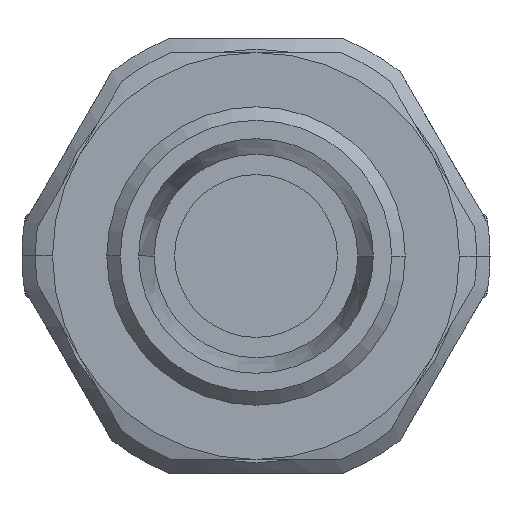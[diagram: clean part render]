
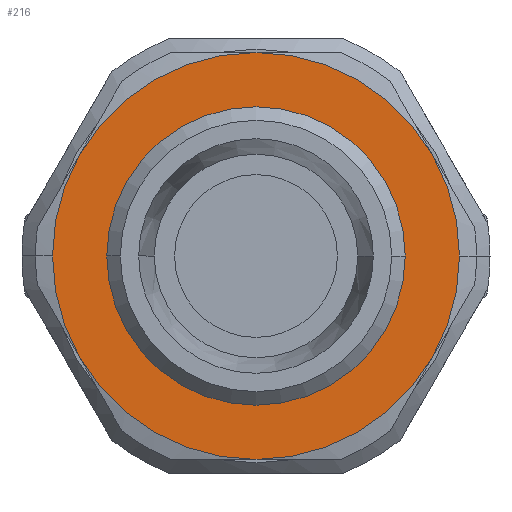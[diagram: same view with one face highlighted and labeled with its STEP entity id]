
A CAD part, left-side view. The second image highlights one B-rep face of the part: STEP entity #216.
In plain terms, the highlighted planar face has unit normal (-1, 0, 0).
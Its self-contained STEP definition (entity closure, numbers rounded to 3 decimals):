
#216 = ADVANCED_FACE( '', ( #389, #390 ), #391, .T. );
#389 = FACE_OUTER_BOUND( '', #653, .T. );
#390 = FACE_BOUND( '', #654, .T. );
#391 = PLANE( '', #655 );
#653 = EDGE_LOOP( '', ( #1162, #1163, #1164, #1165, #1166, #1167, #1168, #1169 ) );
#654 = EDGE_LOOP( '', ( #1170, #1171, #1172 ) );
#655 = AXIS2_PLACEMENT_3D( '', #1173, #1174, #1175 );
#1162 = ORIENTED_EDGE( '', *, *, #1934, .F. );
#1163 = ORIENTED_EDGE( '', *, *, #1937, .F. );
#1164 = ORIENTED_EDGE( '', *, *, #1944, .F. );
#1165 = ORIENTED_EDGE( '', *, *, #1935, .F. );
#1166 = ORIENTED_EDGE( '', *, *, #1877, .F. );
#1167 = ORIENTED_EDGE( '', *, *, #1931, .F. );
#1168 = ORIENTED_EDGE( '', *, *, #1929, .F. );
#1169 = ORIENTED_EDGE( '', *, *, #1879, .F. );
#1170 = ORIENTED_EDGE( '', *, *, #1856, .T. );
#1171 = ORIENTED_EDGE( '', *, *, #1943, .T. );
#1172 = ORIENTED_EDGE( '', *, *, #1857, .T. );
#1173 = CARTESIAN_POINT( '', ( -7., -12.925, 0. ) );
#1174 = DIRECTION( '', ( -1., 0., 0. ) );
#1175 = DIRECTION( '', ( 0., 1., 0. ) );
#1856 = EDGE_CURVE( '', #2195, #2193, #2196, .T. );
#1857 = EDGE_CURVE( '', #2187, #2195, #2197, .T. );
#1877 = EDGE_CURVE( '', #2230, #2228, #2232, .T. );
#1879 = EDGE_CURVE( '', #2233, #2235, #2236, .T. );
#1929 = EDGE_CURVE( '', #2235, #2284, #2318, .T. );
#1931 = EDGE_CURVE( '', #2284, #2230, #2320, .T. );
#1934 = EDGE_CURVE( '', #2267, #2233, #2323, .T. );
#1935 = EDGE_CURVE( '', #2228, #2301, #2324, .T. );
#1937 = EDGE_CURVE( '', #2255, #2267, #2326, .T. );
#1943 = EDGE_CURVE( '', #2193, #2187, #2332, .T. );
#1944 = EDGE_CURVE( '', #2301, #2255, #2333, .T. );
#2187 = VERTEX_POINT( '', #2698 );
#2193 = VERTEX_POINT( '', #2704 );
#2195 = VERTEX_POINT( '', #2706 );
#2196 = CIRCLE( '', #2707, 10.85 );
#2197 = CIRCLE( '', #2708, 10.85 );
#2228 = VERTEX_POINT( '', #2749 );
#2230 = VERTEX_POINT( '', #2752 );
#2232 = CIRCLE( '', #2763, 15. );
#2233 = VERTEX_POINT( '', #2764 );
#2235 = VERTEX_POINT( '', #2767 );
#2236 = CIRCLE( '', #2768, 15. );
#2255 = VERTEX_POINT( '', #2835 );
#2267 = VERTEX_POINT( '', #2885 );
#2284 = VERTEX_POINT( '', #2959 );
#2301 = VERTEX_POINT( '', #3033 );
#2318 = CIRCLE( '', #3069, 15. );
#2320 = CIRCLE( '', #3071, 15. );
#2323 = CIRCLE( '', #3074, 15. );
#2324 = CIRCLE( '', #3075, 15. );
#2326 = CIRCLE( '', #3077, 15. );
#2332 = CIRCLE( '', #3083, 10.85 );
#2333 = CIRCLE( '', #3084, 15. );
#2698 = CARTESIAN_POINT( '', ( -7., 0., 10.85 ) );
#2704 = CARTESIAN_POINT( '', ( -7., 0., -10.85 ) );
#2706 = CARTESIAN_POINT( '', ( -7., -10.85, 0. ) );
#2707 = AXIS2_PLACEMENT_3D( '', #3693, #3694, #3695 );
#2708 = AXIS2_PLACEMENT_3D( '', #3696, #3697, #3698 );
#2749 = CARTESIAN_POINT( '', ( -7., 15., 0. ) );
#2752 = CARTESIAN_POINT( '', ( -7., 12.99, -7.5 ) );
#2763 = AXIS2_PLACEMENT_3D( '', #3731, #3732, #3733 );
#2764 = CARTESIAN_POINT( '', ( -7., -15., 0. ) );
#2767 = CARTESIAN_POINT( '', ( -7., -12.99, -7.5 ) );
#2768 = AXIS2_PLACEMENT_3D( '', #3735, #3736, #3737 );
#2835 = CARTESIAN_POINT( '', ( -7., 0., 15. ) );
#2885 = CARTESIAN_POINT( '', ( -7., -12.99, 7.5 ) );
#2959 = CARTESIAN_POINT( '', ( -7., 0., -15. ) );
#3033 = CARTESIAN_POINT( '', ( -7., 12.99, 7.5 ) );
#3069 = AXIS2_PLACEMENT_3D( '', #3792, #3793, #3794 );
#3071 = AXIS2_PLACEMENT_3D( '', #3798, #3799, #3800 );
#3074 = AXIS2_PLACEMENT_3D( '', #3807, #3808, #3809 );
#3075 = AXIS2_PLACEMENT_3D( '', #3810, #3811, #3812 );
#3077 = AXIS2_PLACEMENT_3D( '', #3816, #3817, #3818 );
#3083 = AXIS2_PLACEMENT_3D( '', #3834, #3835, #3836 );
#3084 = AXIS2_PLACEMENT_3D( '', #3837, #3838, #3839 );
#3693 = CARTESIAN_POINT( '', ( -7., 0., 0. ) );
#3694 = DIRECTION( '', ( 1., 0., 0. ) );
#3695 = DIRECTION( '', ( 0., -1., 0. ) );
#3696 = CARTESIAN_POINT( '', ( -7., 0., 0. ) );
#3697 = DIRECTION( '', ( 1., 0., 0. ) );
#3698 = DIRECTION( '', ( 0., -1., 0. ) );
#3731 = CARTESIAN_POINT( '', ( -7., 0., 0. ) );
#3732 = DIRECTION( '', ( 1., 0., 0. ) );
#3733 = DIRECTION( '', ( 0., -1., 0. ) );
#3735 = CARTESIAN_POINT( '', ( -7., 0., 0. ) );
#3736 = DIRECTION( '', ( 1., 0., 0. ) );
#3737 = DIRECTION( '', ( 0., -1., 0. ) );
#3792 = CARTESIAN_POINT( '', ( -7., 0., 0. ) );
#3793 = DIRECTION( '', ( 1., 0., 0. ) );
#3794 = DIRECTION( '', ( 0., -1., 0. ) );
#3798 = CARTESIAN_POINT( '', ( -7., 0., 0. ) );
#3799 = DIRECTION( '', ( 1., 0., 0. ) );
#3800 = DIRECTION( '', ( 0., -1., 0. ) );
#3807 = CARTESIAN_POINT( '', ( -7., 0., 0. ) );
#3808 = DIRECTION( '', ( 1., 0., 0. ) );
#3809 = DIRECTION( '', ( 0., -1., 0. ) );
#3810 = CARTESIAN_POINT( '', ( -7., 0., 0. ) );
#3811 = DIRECTION( '', ( 1., 0., 0. ) );
#3812 = DIRECTION( '', ( 0., -1., 0. ) );
#3816 = CARTESIAN_POINT( '', ( -7., 0., 0. ) );
#3817 = DIRECTION( '', ( 1., 0., 0. ) );
#3818 = DIRECTION( '', ( 0., -1., 0. ) );
#3834 = CARTESIAN_POINT( '', ( -7., 0., 0. ) );
#3835 = DIRECTION( '', ( 1., 0., 0. ) );
#3836 = DIRECTION( '', ( 0., -1., 0. ) );
#3837 = CARTESIAN_POINT( '', ( -7., 0., 0. ) );
#3838 = DIRECTION( '', ( 1., 0., 0. ) );
#3839 = DIRECTION( '', ( 0., -1., 0. ) );
